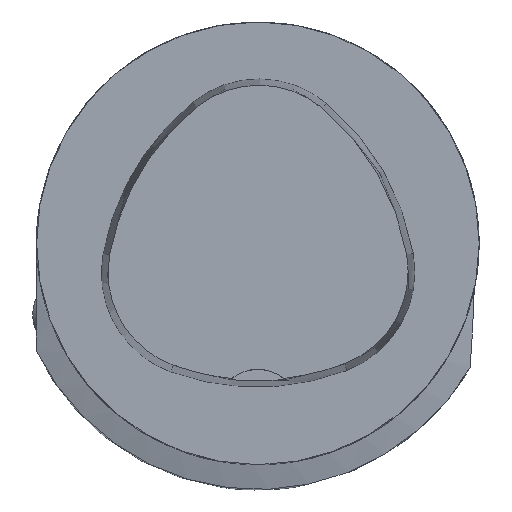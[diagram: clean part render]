
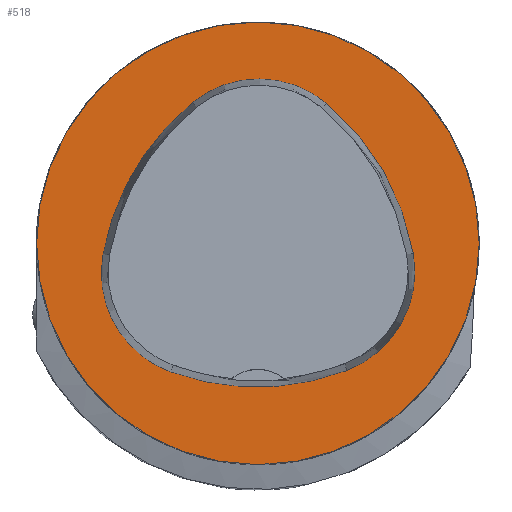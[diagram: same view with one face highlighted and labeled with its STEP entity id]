
A CAD part, top view. The second image highlights one B-rep face of the part: STEP entity #518.
In plain terms, the highlighted planar face has unit normal (0, 0, 1).
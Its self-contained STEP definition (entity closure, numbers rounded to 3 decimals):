
#166=FACE_BOUND('',#1138,.T.);
#167=FACE_BOUND('',#1139,.T.);
#518=ADVANCED_FACE('',(#166,#167),#751,.T.);
#751=PLANE('',#4734);
#1138=EDGE_LOOP('',(#1889,#1890,#1891,#1892,#1893,#1894));
#1139=EDGE_LOOP('',(#1895));
#1395=CIRCLE('',#4706,31.5);
#1396=CIRCLE('',#4712,36.);
#1398=CIRCLE('',#4715,15.);
#1400=CIRCLE('',#4718,36.);
#1402=CIRCLE('',#4721,15.);
#1406=CIRCLE('',#4726,36.);
#1408=CIRCLE('',#4729,15.);
#1889=ORIENTED_EDGE('',*,*,#3548,.T.);
#1890=ORIENTED_EDGE('',*,*,#3528,.T.);
#1891=ORIENTED_EDGE('',*,*,#3532,.T.);
#1892=ORIENTED_EDGE('',*,*,#3535,.T.);
#1893=ORIENTED_EDGE('',*,*,#3538,.T.);
#1894=ORIENTED_EDGE('',*,*,#3546,.T.);
#1895=ORIENTED_EDGE('',*,*,#3519,.F.);
#3058=VERTEX_POINT('',#7128);
#3067=VERTEX_POINT('',#7147);
#3068=VERTEX_POINT('',#7148);
#3071=VERTEX_POINT('',#7156);
#3073=VERTEX_POINT('',#7162);
#3075=VERTEX_POINT('',#7168);
#3082=VERTEX_POINT('',#7189);
#3519=EDGE_CURVE('',#3058,#3058,#1395,.T.);
#3528=EDGE_CURVE('',#3067,#3068,#1396,.T.);
#3532=EDGE_CURVE('',#3068,#3071,#1398,.T.);
#3535=EDGE_CURVE('',#3071,#3073,#1400,.T.);
#3538=EDGE_CURVE('',#3073,#3075,#1402,.T.);
#3546=EDGE_CURVE('',#3075,#3082,#1406,.T.);
#3548=EDGE_CURVE('',#3082,#3067,#1408,.T.);
#4706=AXIS2_PLACEMENT_3D('',#7127,#5292,#5293);
#4712=AXIS2_PLACEMENT_3D('',#7146,#5308,#5309);
#4715=AXIS2_PLACEMENT_3D('',#7155,#5316,#5317);
#4718=AXIS2_PLACEMENT_3D('',#7161,#5323,#5324);
#4721=AXIS2_PLACEMENT_3D('',#7167,#5330,#5331);
#4726=AXIS2_PLACEMENT_3D('',#7190,#5342,#5343);
#4729=AXIS2_PLACEMENT_3D('',#7193,#5348,#5349);
#4734=AXIS2_PLACEMENT_3D('',#7198,#5358,#5359);
#5292=DIRECTION('',(0.,0.,-1.));
#5293=DIRECTION('',(-1.,0.,0.));
#5308=DIRECTION('',(0.,0.,-1.));
#5309=DIRECTION('',(-1.,0.,0.));
#5316=DIRECTION('',(0.,0.,-1.));
#5317=DIRECTION('',(-1.,0.,0.));
#5323=DIRECTION('',(0.,0.,-1.));
#5324=DIRECTION('',(-1.,0.,0.));
#5330=DIRECTION('',(0.,0.,-1.));
#5331=DIRECTION('',(-1.,0.,0.));
#5342=DIRECTION('',(0.,0.,-1.));
#5343=DIRECTION('',(-1.,0.,0.));
#5348=DIRECTION('',(0.,0.,-1.));
#5349=DIRECTION('',(-1.,0.,0.));
#5358=DIRECTION('',(0.,0.,1.));
#5359=DIRECTION('',(1.,0.,0.));
#7127=CARTESIAN_POINT('',(0.,0.,0.));
#7128=CARTESIAN_POINT('',(-31.5,0.,0.));
#7146=CARTESIAN_POINT('',(13.398,-7.893,0.));
#7147=CARTESIAN_POINT('',(-22.041,-1.562,0.));
#7148=CARTESIAN_POINT('',(-9.317,20.036,0.));
#7155=CARTESIAN_POINT('',(0.148,8.399,0.));
#7156=CARTESIAN_POINT('',(9.779,19.898,0.));
#7161=CARTESIAN_POINT('',(-13.337,-7.7,0.));
#7162=CARTESIAN_POINT('',(22.122,-1.48,0.));
#7167=CARTESIAN_POINT('',(7.347,-4.071,0.));
#7168=CARTESIAN_POINT('',(12.693,-18.087,0.));
#7189=CARTESIAN_POINT('',(-12.373,-18.307,0.));
#7190=CARTESIAN_POINT('',(-0.137,15.55,0.));
#7193=CARTESIAN_POINT('',(-7.275,-4.2,0.));
#7198=CARTESIAN_POINT('',(0.,0.,0.));
